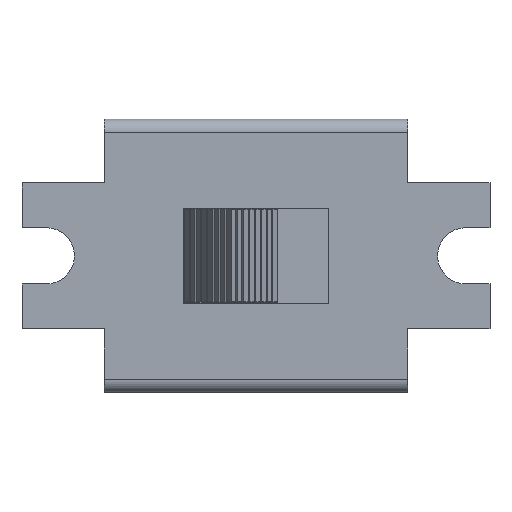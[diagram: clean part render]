
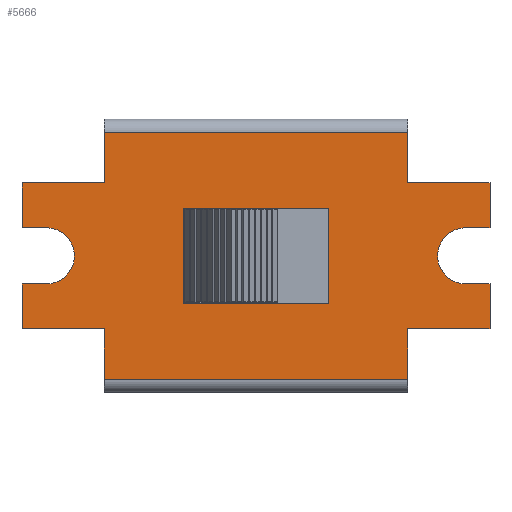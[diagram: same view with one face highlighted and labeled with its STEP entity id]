
A CAD part, top view. The second image highlights one B-rep face of the part: STEP entity #5666.
In plain terms, the highlighted planar face has unit normal (0, 0, 1).
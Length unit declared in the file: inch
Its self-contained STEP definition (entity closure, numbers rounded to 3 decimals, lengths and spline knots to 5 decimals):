
#5435=CARTESIAN_POINT('',(0.25,0.20295,0.3));
#5436=VERTEX_POINT('',#5435);
#5454=CARTESIAN_POINT('',(-0.25,0.20295,0.3));
#5455=VERTEX_POINT('',#5454);
#5463=CARTESIAN_POINT('',(-0.25,0.20295,0.3));
#5464=DIRECTION('',(1.0,0.0,0.0));
#5465=VECTOR('',#5464,0.5);
#5466=LINE('',#5463,#5465);
#5467=EDGE_CURVE('',#5455,#5436,#5466,.T.);
#5472=CARTESIAN_POINT('',(-0.42354,-0.22325,0.3));
#5473=DIRECTION('',(0.0,0.0,1.0));
#5474=DIRECTION('',(1.0,0.0,0.0));
#5475=AXIS2_PLACEMENT_3D('',#5472,#5473,#5474);
#5476=PLANE('',#5475);
#5477=ORIENTED_EDGE('',*,*,#5467,.F.);
#5478=CARTESIAN_POINT('',(-0.25,0.12008,0.3));
#5479=VERTEX_POINT('',#5478);
#5480=CARTESIAN_POINT('',(-0.25,0.12008,0.3));
#5481=DIRECTION('',(0.0,1.0,0.0));
#5482=VECTOR('',#5481,0.08287);
#5483=LINE('',#5480,#5482);
#5484=EDGE_CURVE('',#5479,#5455,#5483,.T.);
#5485=ORIENTED_EDGE('',*,*,#5484,.F.);
#5486=CARTESIAN_POINT('',(-0.38504,0.12008,0.3));
#5487=VERTEX_POINT('',#5486);
#5488=CARTESIAN_POINT('',(-0.38504,0.12008,0.3));
#5489=DIRECTION('',(1.0,0.0,0.0));
#5490=VECTOR('',#5489,0.13504);
#5491=LINE('',#5488,#5490);
#5492=EDGE_CURVE('',#5487,#5479,#5491,.T.);
#5493=ORIENTED_EDGE('',*,*,#5492,.F.);
#5494=CARTESIAN_POINT('',(-0.38504,0.04626,0.3));
#5495=VERTEX_POINT('',#5494);
#5496=CARTESIAN_POINT('',(-0.38504,0.04626,0.3));
#5497=DIRECTION('',(0.0,1.0,0.0));
#5498=VECTOR('',#5497,0.07382);
#5499=LINE('',#5496,#5498);
#5500=EDGE_CURVE('',#5495,#5487,#5499,.T.);
#5501=ORIENTED_EDGE('',*,*,#5500,.F.);
#5502=CARTESIAN_POINT('',(-0.34508,0.04626,0.3));
#5503=VERTEX_POINT('',#5502);
#5504=CARTESIAN_POINT('',(-0.34508,0.04626,0.3));
#5505=DIRECTION('',(-1.0,0.0,0.0));
#5506=VECTOR('',#5505,0.03996);
#5507=LINE('',#5504,#5506);
#5508=EDGE_CURVE('',#5503,#5495,#5507,.T.);
#5509=ORIENTED_EDGE('',*,*,#5508,.F.);
#5510=CARTESIAN_POINT('',(-0.34508,-0.04626,0.3));
#5511=VERTEX_POINT('',#5510);
#5512=CARTESIAN_POINT('',(-0.34508,0.0,0.3));
#5513=DIRECTION('',(0.0,0.0,1.0));
#5514=DIRECTION('',(0.0,-1.0,0.0));
#5515=AXIS2_PLACEMENT_3D('',#5512,#5513,#5514);
#5516=CIRCLE('',#5515,0.04626);
#5517=EDGE_CURVE('',#5511,#5503,#5516,.T.);
#5518=ORIENTED_EDGE('',*,*,#5517,.F.);
#5519=CARTESIAN_POINT('',(-0.38504,-0.04626,0.3));
#5520=VERTEX_POINT('',#5519);
#5521=CARTESIAN_POINT('',(-0.38504,-0.04626,0.3));
#5522=DIRECTION('',(1.0,0.0,0.0));
#5523=VECTOR('',#5522,0.03996);
#5524=LINE('',#5521,#5523);
#5525=EDGE_CURVE('',#5520,#5511,#5524,.T.);
#5526=ORIENTED_EDGE('',*,*,#5525,.F.);
#5527=CARTESIAN_POINT('',(-0.38504,-0.12008,0.3));
#5528=VERTEX_POINT('',#5527);
#5529=CARTESIAN_POINT('',(-0.38504,-0.12008,0.3));
#5530=DIRECTION('',(0.0,1.0,0.0));
#5531=VECTOR('',#5530,0.07382);
#5532=LINE('',#5529,#5531);
#5533=EDGE_CURVE('',#5528,#5520,#5532,.T.);
#5534=ORIENTED_EDGE('',*,*,#5533,.F.);
#5535=CARTESIAN_POINT('',(-0.25,-0.12008,0.3));
#5536=VERTEX_POINT('',#5535);
#5537=CARTESIAN_POINT('',(-0.25,-0.12008,0.3));
#5538=DIRECTION('',(-1.0,0.0,0.0));
#5539=VECTOR('',#5538,0.13504);
#5540=LINE('',#5537,#5539);
#5541=EDGE_CURVE('',#5536,#5528,#5540,.T.);
#5542=ORIENTED_EDGE('',*,*,#5541,.F.);
#5543=CARTESIAN_POINT('',(-0.25,-0.20295,0.3));
#5544=VERTEX_POINT('',#5543);
#5545=CARTESIAN_POINT('',(-0.25,-0.20295,0.3));
#5546=DIRECTION('',(0.0,1.0,0.0));
#5547=VECTOR('',#5546,0.08287);
#5548=LINE('',#5545,#5547);
#5549=EDGE_CURVE('',#5544,#5536,#5548,.T.);
#5550=ORIENTED_EDGE('',*,*,#5549,.F.);
#5551=CARTESIAN_POINT('',(0.25,-0.20295,0.3));
#5552=VERTEX_POINT('',#5551);
#5553=CARTESIAN_POINT('',(0.25,-0.20295,0.3));
#5554=DIRECTION('',(-1.0,0.0,0.0));
#5555=VECTOR('',#5554,0.5);
#5556=LINE('',#5553,#5555);
#5557=EDGE_CURVE('',#5552,#5544,#5556,.T.);
#5558=ORIENTED_EDGE('',*,*,#5557,.F.);
#5559=CARTESIAN_POINT('',(0.25,-0.12008,0.3));
#5560=VERTEX_POINT('',#5559);
#5561=CARTESIAN_POINT('',(0.25,-0.12008,0.3));
#5562=DIRECTION('',(0.0,-1.0,0.0));
#5563=VECTOR('',#5562,0.08287);
#5564=LINE('',#5561,#5563);
#5565=EDGE_CURVE('',#5560,#5552,#5564,.T.);
#5566=ORIENTED_EDGE('',*,*,#5565,.F.);
#5567=CARTESIAN_POINT('',(0.38504,-0.12008,0.3));
#5568=VERTEX_POINT('',#5567);
#5569=CARTESIAN_POINT('',(0.38504,-0.12008,0.3));
#5570=DIRECTION('',(-1.0,0.0,0.0));
#5571=VECTOR('',#5570,0.13504);
#5572=LINE('',#5569,#5571);
#5573=EDGE_CURVE('',#5568,#5560,#5572,.T.);
#5574=ORIENTED_EDGE('',*,*,#5573,.F.);
#5575=CARTESIAN_POINT('',(0.38504,-0.04626,0.3));
#5576=VERTEX_POINT('',#5575);
#5577=CARTESIAN_POINT('',(0.38504,-0.04626,0.3));
#5578=DIRECTION('',(0.0,-1.0,0.0));
#5579=VECTOR('',#5578,0.07382);
#5580=LINE('',#5577,#5579);
#5581=EDGE_CURVE('',#5576,#5568,#5580,.T.);
#5582=ORIENTED_EDGE('',*,*,#5581,.F.);
#5583=CARTESIAN_POINT('',(0.34508,-0.04626,0.3));
#5584=VERTEX_POINT('',#5583);
#5585=CARTESIAN_POINT('',(0.34508,-0.04626,0.3));
#5586=DIRECTION('',(1.0,0.0,0.0));
#5587=VECTOR('',#5586,0.03996);
#5588=LINE('',#5585,#5587);
#5589=EDGE_CURVE('',#5584,#5576,#5588,.T.);
#5590=ORIENTED_EDGE('',*,*,#5589,.F.);
#5591=CARTESIAN_POINT('',(0.34508,0.04626,0.3));
#5592=VERTEX_POINT('',#5591);
#5593=CARTESIAN_POINT('',(0.34508,0.0,0.3));
#5594=DIRECTION('',(0.0,0.0,1.0));
#5595=DIRECTION('',(0.0,1.0,0.0));
#5596=AXIS2_PLACEMENT_3D('',#5593,#5594,#5595);
#5597=CIRCLE('',#5596,0.04626);
#5598=EDGE_CURVE('',#5592,#5584,#5597,.T.);
#5599=ORIENTED_EDGE('',*,*,#5598,.F.);
#5600=CARTESIAN_POINT('',(0.38504,0.04626,0.3));
#5601=VERTEX_POINT('',#5600);
#5602=CARTESIAN_POINT('',(0.38504,0.04626,0.3));
#5603=DIRECTION('',(-1.0,0.0,0.0));
#5604=VECTOR('',#5603,0.03996);
#5605=LINE('',#5602,#5604);
#5606=EDGE_CURVE('',#5601,#5592,#5605,.T.);
#5607=ORIENTED_EDGE('',*,*,#5606,.F.);
#5608=CARTESIAN_POINT('',(0.38504,0.12008,0.3));
#5609=VERTEX_POINT('',#5608);
#5610=CARTESIAN_POINT('',(0.38504,0.12008,0.3));
#5611=DIRECTION('',(0.0,-1.0,0.0));
#5612=VECTOR('',#5611,0.07382);
#5613=LINE('',#5610,#5612);
#5614=EDGE_CURVE('',#5609,#5601,#5613,.T.);
#5615=ORIENTED_EDGE('',*,*,#5614,.F.);
#5616=CARTESIAN_POINT('',(0.25,0.12008,0.3));
#5617=VERTEX_POINT('',#5616);
#5618=CARTESIAN_POINT('',(0.25,0.12008,0.3));
#5619=DIRECTION('',(1.0,0.0,0.0));
#5620=VECTOR('',#5619,0.13504);
#5621=LINE('',#5618,#5620);
#5622=EDGE_CURVE('',#5617,#5609,#5621,.T.);
#5623=ORIENTED_EDGE('',*,*,#5622,.F.);
#5624=CARTESIAN_POINT('',(0.25,0.20295,0.3));
#5625=DIRECTION('',(0.0,-1.0,0.0));
#5626=VECTOR('',#5625,0.08287);
#5627=LINE('',#5624,#5626);
#5628=EDGE_CURVE('',#5436,#5617,#5627,.T.);
#5629=ORIENTED_EDGE('',*,*,#5628,.F.);
#5630=EDGE_LOOP('',(#5477,#5485,#5493,#5501,#5509,#5518,#5526,#5534,#5542,#5550,#5558,#5566,#5574,#5582,#5590,#5599,#5607,#5615,#5623,#5629));
#5631=FACE_OUTER_BOUND('',#5630,.T.);
#5632=CARTESIAN_POINT('',(0.12008,0.07874,0.3));
#5633=VERTEX_POINT('',#5632);
#5634=CARTESIAN_POINT('',(0.12008,-0.07874,0.3));
#5635=VERTEX_POINT('',#5634);
#5636=CARTESIAN_POINT('',(0.12008,0.07874,0.3));
#5637=DIRECTION('',(0.0,-1.0,0.0));
#5638=VECTOR('',#5637,0.15748);
#5639=LINE('',#5636,#5638);
#5640=EDGE_CURVE('',#5633,#5635,#5639,.T.);
#5641=ORIENTED_EDGE('',*,*,#5640,.T.);
#5642=CARTESIAN_POINT('',(-0.12008,-0.07874,0.3));
#5643=VERTEX_POINT('',#5642);
#5644=CARTESIAN_POINT('',(0.12008,-0.07874,0.3));
#5645=DIRECTION('',(-1.0,0.0,0.0));
#5646=VECTOR('',#5645,0.24016);
#5647=LINE('',#5644,#5646);
#5648=EDGE_CURVE('',#5635,#5643,#5647,.T.);
#5649=ORIENTED_EDGE('',*,*,#5648,.T.);
#5650=CARTESIAN_POINT('',(-0.12008,0.07874,0.3));
#5651=VERTEX_POINT('',#5650);
#5652=CARTESIAN_POINT('',(-0.12008,-0.07874,0.3));
#5653=DIRECTION('',(0.0,1.0,0.0));
#5654=VECTOR('',#5653,0.15748);
#5655=LINE('',#5652,#5654);
#5656=EDGE_CURVE('',#5643,#5651,#5655,.T.);
#5657=ORIENTED_EDGE('',*,*,#5656,.T.);
#5658=CARTESIAN_POINT('',(-0.12008,0.07874,0.3));
#5659=DIRECTION('',(1.0,0.0,0.0));
#5660=VECTOR('',#5659,0.24016);
#5661=LINE('',#5658,#5660);
#5662=EDGE_CURVE('',#5651,#5633,#5661,.T.);
#5663=ORIENTED_EDGE('',*,*,#5662,.T.);
#5664=EDGE_LOOP('',(#5641,#5649,#5657,#5663));
#5665=FACE_BOUND('',#5664,.T.);
#5666=ADVANCED_FACE('',(#5631,#5665),#5476,.T.);
